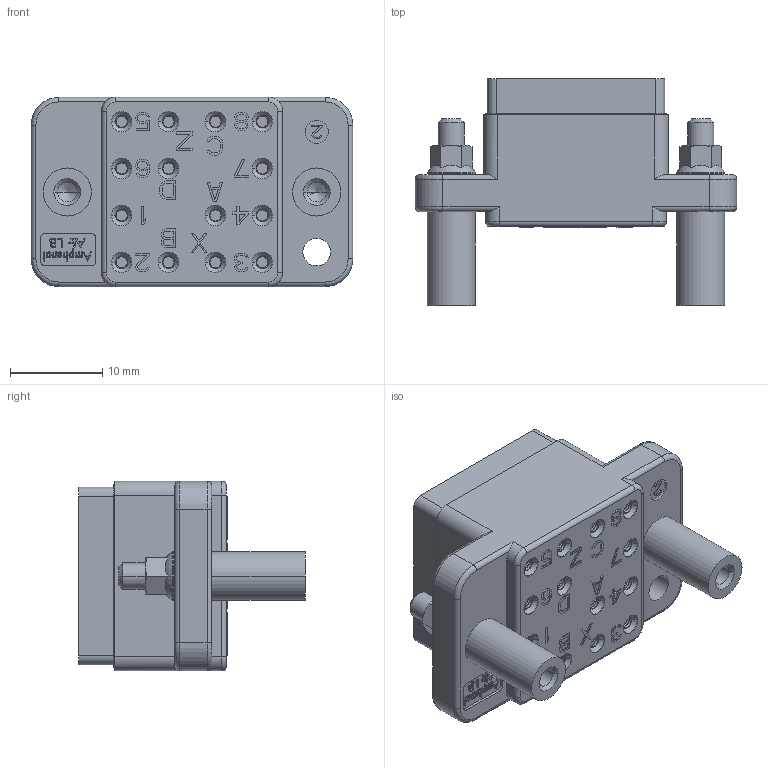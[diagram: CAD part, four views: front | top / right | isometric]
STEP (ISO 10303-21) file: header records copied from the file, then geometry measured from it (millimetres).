
FILE_DESCRIPTION((''),'2;1');
FILE_NAME('00158220302','2020-09-30T',('presta_be4'),(''),'CREO PARAMETRIC BY PTC INC, 2018360','CREO PARAMETRIC BY PTC INC, 2018360','');
FILE_SCHEMA(('CONFIG_CONTROL_DESIGN'));
Products named in the file (1): 00158220302
Bounding box: 34.8 x 24.56 x 20.5 mm (x, y, z)
Volume: 7222.9 mm3; surface area: 7316.5 mm2
Topology: 1 solids, 1 shells, 3010 faces, 7964 edges, 4980 vertices
Faces by surface type: plane 1422, cylinder 572, torus 404, cone 404, extrusion 204, sphere 4
Entity records: 97311 total; most frequent: CARTESIAN_POINT 23435, ORIENTED_EDGE 15864, DIRECTION 14820, EDGE_CURVE 7932, AXIS2_PLACEMENT_3D 5158, VERTEX_POINT 4980, VECTOR 4504, LINE 4300
